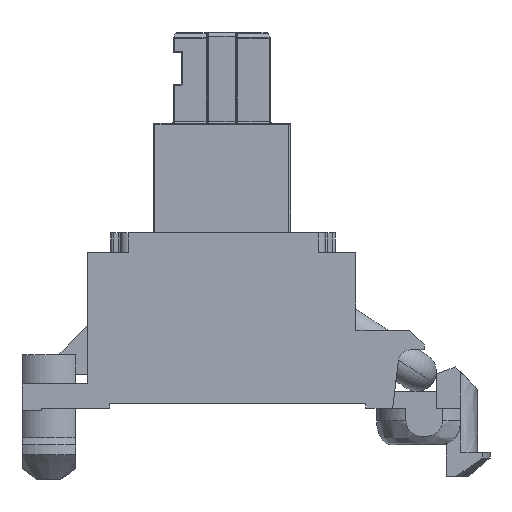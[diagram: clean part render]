
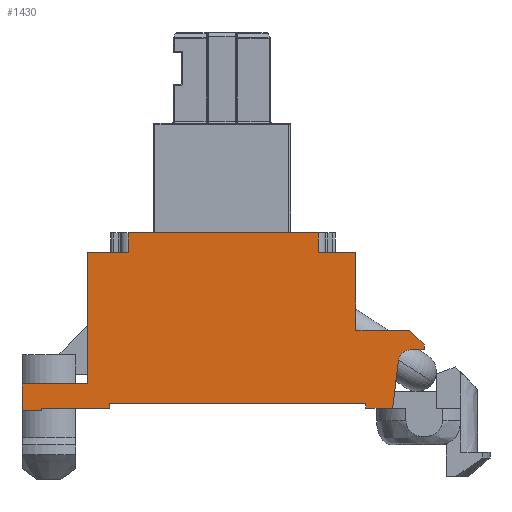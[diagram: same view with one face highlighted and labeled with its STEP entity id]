
A CAD part, left-side view. The second image highlights one B-rep face of the part: STEP entity #1430.
In plain terms, the highlighted planar face has unit normal (-1, 0, 0).
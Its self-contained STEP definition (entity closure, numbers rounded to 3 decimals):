
#865 = VERTEX_POINT('',#866);
#866 = CARTESIAN_POINT('',(-15.35,-6.95,-0.2));
#872 = EDGE_CURVE('',#865,#873,#875,.T.);
#873 = VERTEX_POINT('',#874);
#874 = CARTESIAN_POINT('',(-15.35,-5.85,-0.2));
#875 = LINE('',#876,#877);
#876 = CARTESIAN_POINT('',(-15.35,-5.85,-0.2));
#877 = VECTOR('',#878,1.);
#878 = DIRECTION('',(0.,1.,0.));
#1413 = VERTEX_POINT('',#1414);
#1414 = CARTESIAN_POINT('',(-15.35,-7.195,1.762));
#1420 = EDGE_CURVE('',#1413,#865,#1421,.T.);
#1421 = LINE('',#1422,#1423);
#1422 = CARTESIAN_POINT('',(-15.35,-6.95,-0.2));
#1423 = VECTOR('',#1424,1.);
#1424 = DIRECTION('',(0.,0.124,-0.992));
#1430 = ADVANCED_FACE('',(#1431),#1594,.F.);
#1431 = FACE_BOUND('',#1432,.T.);
#1432 = EDGE_LOOP('',(#1433,#1443,#1451,#1459,#1467,#1475,#1483,#1491,
    #1499,#1507,#1513,#1514,#1515,#1524,#1532,#1540,#1548,#1556,#1564,
    #1572,#1580,#1588));
#1433 = ORIENTED_EDGE('',*,*,#1434,.F.);
#1434 = EDGE_CURVE('',#1435,#1437,#1439,.T.);
#1435 = VERTEX_POINT('',#1436);
#1436 = CARTESIAN_POINT('',(-15.35,5.55,6.2));
#1437 = VERTEX_POINT('',#1438);
#1438 = CARTESIAN_POINT('',(-15.35,3.9,6.2));
#1439 = LINE('',#1440,#1441);
#1440 = CARTESIAN_POINT('',(-15.35,-7.691,6.2));
#1441 = VECTOR('',#1442,1.);
#1442 = DIRECTION('',(0.,-1.,0.));
#1443 = ORIENTED_EDGE('',*,*,#1444,.F.);
#1444 = EDGE_CURVE('',#1445,#1435,#1447,.T.);
#1445 = VERTEX_POINT('',#1446);
#1446 = CARTESIAN_POINT('',(-15.35,5.55,0.8));
#1447 = LINE('',#1448,#1449);
#1448 = CARTESIAN_POINT('',(-15.35,5.55,7.));
#1449 = VECTOR('',#1450,1.);
#1450 = DIRECTION('',(0.,0.,1.));
#1451 = ORIENTED_EDGE('',*,*,#1452,.F.);
#1452 = EDGE_CURVE('',#1453,#1445,#1455,.T.);
#1453 = VERTEX_POINT('',#1454);
#1454 = CARTESIAN_POINT('',(-15.35,8.25,0.8));
#1455 = LINE('',#1456,#1457);
#1456 = CARTESIAN_POINT('',(-15.35,5.55,0.8));
#1457 = VECTOR('',#1458,1.);
#1458 = DIRECTION('',(0.,-1.,0.));
#1459 = ORIENTED_EDGE('',*,*,#1460,.F.);
#1460 = EDGE_CURVE('',#1461,#1453,#1463,.T.);
#1461 = VERTEX_POINT('',#1462);
#1462 = CARTESIAN_POINT('',(-15.35,8.25,-0.3));
#1463 = LINE('',#1464,#1465);
#1464 = CARTESIAN_POINT('',(-15.35,8.25,0.8));
#1465 = VECTOR('',#1466,1.);
#1466 = DIRECTION('',(0.,0.,1.));
#1467 = ORIENTED_EDGE('',*,*,#1468,.F.);
#1468 = EDGE_CURVE('',#1469,#1461,#1471,.T.);
#1469 = VERTEX_POINT('',#1470);
#1470 = CARTESIAN_POINT('',(-15.35,7.45,-0.3));
#1471 = LINE('',#1472,#1473);
#1472 = CARTESIAN_POINT('',(-15.35,8.25,-0.3));
#1473 = VECTOR('',#1474,1.);
#1474 = DIRECTION('',(0.,1.,0.));
#1475 = ORIENTED_EDGE('',*,*,#1476,.F.);
#1476 = EDGE_CURVE('',#1477,#1469,#1479,.T.);
#1477 = VERTEX_POINT('',#1478);
#1478 = CARTESIAN_POINT('',(-15.35,7.45,-0.2));
#1479 = LINE('',#1480,#1481);
#1480 = CARTESIAN_POINT('',(-15.35,7.45,-0.2));
#1481 = VECTOR('',#1482,1.);
#1482 = DIRECTION('',(0.,0.,-1.));
#1483 = ORIENTED_EDGE('',*,*,#1484,.F.);
#1484 = EDGE_CURVE('',#1485,#1477,#1487,.T.);
#1485 = VERTEX_POINT('',#1486);
#1486 = CARTESIAN_POINT('',(-15.35,4.65,-0.2));
#1487 = LINE('',#1488,#1489);
#1488 = CARTESIAN_POINT('',(-15.35,4.65,-0.2));
#1489 = VECTOR('',#1490,1.);
#1490 = DIRECTION('',(0.,1.,0.));
#1491 = ORIENTED_EDGE('',*,*,#1492,.F.);
#1492 = EDGE_CURVE('',#1493,#1485,#1495,.T.);
#1493 = VERTEX_POINT('',#1494);
#1494 = CARTESIAN_POINT('',(-15.35,4.65,0.));
#1495 = LINE('',#1496,#1497);
#1496 = CARTESIAN_POINT('',(-15.35,4.65,0.));
#1497 = VECTOR('',#1498,1.);
#1498 = DIRECTION('',(0.,0.,-1.));
#1499 = ORIENTED_EDGE('',*,*,#1500,.F.);
#1500 = EDGE_CURVE('',#1501,#1493,#1503,.T.);
#1501 = VERTEX_POINT('',#1502);
#1502 = CARTESIAN_POINT('',(-15.35,-5.85,0.));
#1503 = LINE('',#1504,#1505);
#1504 = CARTESIAN_POINT('',(-15.35,-5.85,0.));
#1505 = VECTOR('',#1506,1.);
#1506 = DIRECTION('',(0.,1.,0.));
#1507 = ORIENTED_EDGE('',*,*,#1508,.F.);
#1508 = EDGE_CURVE('',#873,#1501,#1509,.T.);
#1509 = LINE('',#1510,#1511);
#1510 = CARTESIAN_POINT('',(-15.35,-5.85,0.));
#1511 = VECTOR('',#1512,1.);
#1512 = DIRECTION('',(0.,0.,1.));
#1513 = ORIENTED_EDGE('',*,*,#872,.F.);
#1514 = ORIENTED_EDGE('',*,*,#1420,.F.);
#1515 = ORIENTED_EDGE('',*,*,#1516,.F.);
#1516 = EDGE_CURVE('',#1517,#1413,#1519,.T.);
#1517 = VERTEX_POINT('',#1518);
#1518 = CARTESIAN_POINT('',(-15.35,-7.691,2.2));
#1519 = CIRCLE('',#1520,0.5);
#1520 = AXIS2_PLACEMENT_3D('',#1521,#1522,#1523);
#1521 = CARTESIAN_POINT('',(-15.35,-7.691,1.7));
#1522 = DIRECTION('',(-1.,0.,0.));
#1523 = DIRECTION('',(0.,1.,0.));
#1524 = ORIENTED_EDGE('',*,*,#1525,.F.);
#1525 = EDGE_CURVE('',#1526,#1517,#1528,.T.);
#1526 = VERTEX_POINT('',#1527);
#1527 = CARTESIAN_POINT('',(-15.35,-8.25,2.2));
#1528 = LINE('',#1529,#1530);
#1529 = CARTESIAN_POINT('',(-15.35,-7.691,2.2));
#1530 = VECTOR('',#1531,1.);
#1531 = DIRECTION('',(0.,1.,0.));
#1532 = ORIENTED_EDGE('',*,*,#1533,.F.);
#1533 = EDGE_CURVE('',#1534,#1526,#1536,.T.);
#1534 = VERTEX_POINT('',#1535);
#1535 = CARTESIAN_POINT('',(-15.35,-8.25,2.4));
#1536 = LINE('',#1537,#1538);
#1537 = CARTESIAN_POINT('',(-15.35,-8.25,2.2));
#1538 = VECTOR('',#1539,1.);
#1539 = DIRECTION('',(0.,0.,-1.));
#1540 = ORIENTED_EDGE('',*,*,#1541,.F.);
#1541 = EDGE_CURVE('',#1542,#1534,#1544,.T.);
#1542 = VERTEX_POINT('',#1543);
#1543 = CARTESIAN_POINT('',(-15.35,-7.65,3.));
#1544 = LINE('',#1545,#1546);
#1545 = CARTESIAN_POINT('',(-15.35,-8.25,2.4));
#1546 = VECTOR('',#1547,1.);
#1547 = DIRECTION('',(0.,-0.707,-0.707));
#1548 = ORIENTED_EDGE('',*,*,#1549,.F.);
#1549 = EDGE_CURVE('',#1550,#1542,#1552,.T.);
#1550 = VERTEX_POINT('',#1551);
#1551 = CARTESIAN_POINT('',(-15.35,-5.45,3.));
#1552 = LINE('',#1553,#1554);
#1553 = CARTESIAN_POINT('',(-15.35,-7.65,3.));
#1554 = VECTOR('',#1555,1.);
#1555 = DIRECTION('',(0.,-1.,0.));
#1556 = ORIENTED_EDGE('',*,*,#1557,.F.);
#1557 = EDGE_CURVE('',#1558,#1550,#1560,.T.);
#1558 = VERTEX_POINT('',#1559);
#1559 = CARTESIAN_POINT('',(-15.35,-5.45,6.2));
#1560 = LINE('',#1561,#1562);
#1561 = CARTESIAN_POINT('',(-15.35,-5.45,7.));
#1562 = VECTOR('',#1563,1.);
#1563 = DIRECTION('',(0.,0.,-1.));
#1564 = ORIENTED_EDGE('',*,*,#1565,.F.);
#1565 = EDGE_CURVE('',#1566,#1558,#1568,.T.);
#1566 = VERTEX_POINT('',#1567);
#1567 = CARTESIAN_POINT('',(-15.35,-3.9,6.2));
#1568 = LINE('',#1569,#1570);
#1569 = CARTESIAN_POINT('',(-15.35,-7.691,6.2));
#1570 = VECTOR('',#1571,1.);
#1571 = DIRECTION('',(0.,-1.,0.));
#1572 = ORIENTED_EDGE('',*,*,#1573,.T.);
#1573 = EDGE_CURVE('',#1566,#1574,#1576,.T.);
#1574 = VERTEX_POINT('',#1575);
#1575 = CARTESIAN_POINT('',(-15.35,-3.9,7.));
#1576 = LINE('',#1577,#1578);
#1577 = CARTESIAN_POINT('',(-15.35,-3.9,-11.837));
#1578 = VECTOR('',#1579,1.);
#1579 = DIRECTION('',(0.,0.,1.));
#1580 = ORIENTED_EDGE('',*,*,#1581,.F.);
#1581 = EDGE_CURVE('',#1582,#1574,#1584,.T.);
#1582 = VERTEX_POINT('',#1583);
#1583 = CARTESIAN_POINT('',(-15.35,3.9,7.));
#1584 = LINE('',#1585,#1586);
#1585 = CARTESIAN_POINT('',(-15.35,-5.45,7.));
#1586 = VECTOR('',#1587,1.);
#1587 = DIRECTION('',(0.,-1.,0.));
#1588 = ORIENTED_EDGE('',*,*,#1589,.F.);
#1589 = EDGE_CURVE('',#1437,#1582,#1590,.T.);
#1590 = LINE('',#1591,#1592);
#1591 = CARTESIAN_POINT('',(-15.35,3.9,-11.837));
#1592 = VECTOR('',#1593,1.);
#1593 = DIRECTION('',(0.,0.,1.));
#1594 = PLANE('',#1595);
#1595 = AXIS2_PLACEMENT_3D('',#1596,#1597,#1598);
#1596 = CARTESIAN_POINT('',(-15.35,-7.691,1.7));
#1597 = DIRECTION('',(1.,0.,0.));
#1598 = DIRECTION('',(0.,1.,0.));
